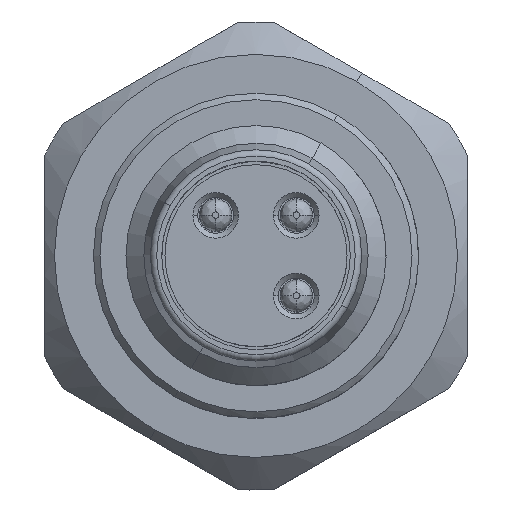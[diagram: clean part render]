
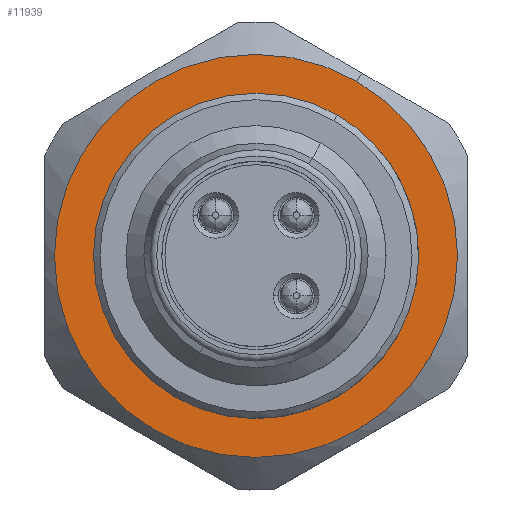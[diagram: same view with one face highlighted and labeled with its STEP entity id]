
A CAD part, top view. The second image highlights one B-rep face of the part: STEP entity #11939.
In plain terms, the highlighted face is planar.
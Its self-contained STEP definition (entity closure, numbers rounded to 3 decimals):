
#11864=AXIS2_PLACEMENT_3D('Circle Axis2P3D',#11862,#11863,$) ;
#11895=AXIS2_PLACEMENT_3D('Circle Axis2P3D',#11893,#11894,$) ;
#11915=AXIS2_PLACEMENT_3D('Plane Axis2P3D',#11912,#11913,#11914) ;
#11923=AXIS2_PLACEMENT_3D('Circle Axis2P3D',#11921,#11922,$) ;
#11932=AXIS2_PLACEMENT_3D('Circle Axis2P3D',#11930,#11931,$) ;
#11859=CARTESIAN_POINT('Vertex',(3.4,1.808,14.35)) ;
#11862=CARTESIAN_POINT('Axis2P3D Location',(6.5,7.178,14.35)) ;
#11866=CARTESIAN_POINT('Vertex',(9.6,12.547,14.35)) ;
#11893=CARTESIAN_POINT('Axis2P3D Location',(6.5,7.178,14.35)) ;
#11912=CARTESIAN_POINT('Axis2P3D Location',(9.3,12.027,14.35)) ;
#11921=CARTESIAN_POINT('Axis2P3D Location',(6.5,7.178,14.35)) ;
#11925=CARTESIAN_POINT('Vertex',(9.,11.508,14.35)) ;
#11927=CARTESIAN_POINT('Vertex',(4.,2.847,14.35)) ;
#11930=CARTESIAN_POINT('Axis2P3D Location',(6.5,7.178,14.35)) ;
#11863=DIRECTION('Axis2P3D Direction',(0.,0.,-1.)) ;
#11894=DIRECTION('Axis2P3D Direction',(0.,0.,-1.)) ;
#11913=DIRECTION('Axis2P3D Direction',(0.,0.,1.)) ;
#11914=DIRECTION('Axis2P3D XDirection',(-0.866,0.5,0.)) ;
#11922=DIRECTION('Axis2P3D Direction',(0.,0.,1.)) ;
#11931=DIRECTION('Axis2P3D Direction',(0.,0.,1.)) ;
#11918=ORIENTED_EDGE('',*,*,#11868,.F.) ;
#11919=ORIENTED_EDGE('',*,*,#11897,.F.) ;
#11936=ORIENTED_EDGE('',*,*,#11929,.T.) ;
#11937=ORIENTED_EDGE('',*,*,#11934,.T.) ;
#11938=FACE_BOUND('',#11935,.T.) ;
#11939=ADVANCED_FACE('V1',(#11920,#11938),#11916,.F.) ;
#11865=CIRCLE('generated circle',#11864,6.2) ;
#11896=CIRCLE('generated circle',#11895,6.2) ;
#11924=CIRCLE('generated circle',#11923,5.) ;
#11933=CIRCLE('generated circle',#11932,5.) ;
#11868=EDGE_CURVE('',#11860,#11867,#11865,.F.) ;
#11897=EDGE_CURVE('',#11867,#11860,#11896,.F.) ;
#11929=EDGE_CURVE('',#11926,#11928,#11924,.T.) ;
#11934=EDGE_CURVE('',#11928,#11926,#11933,.T.) ;
#11917=EDGE_LOOP('',(#11918,#11919)) ;
#11935=EDGE_LOOP('',(#11936,#11937)) ;
#11920=FACE_OUTER_BOUND('',#11917,.T.) ;
#11916=PLANE('',#11915) ;
#11860=VERTEX_POINT('',#11859) ;
#11867=VERTEX_POINT('',#11866) ;
#11926=VERTEX_POINT('',#11925) ;
#11928=VERTEX_POINT('',#11927) ;
